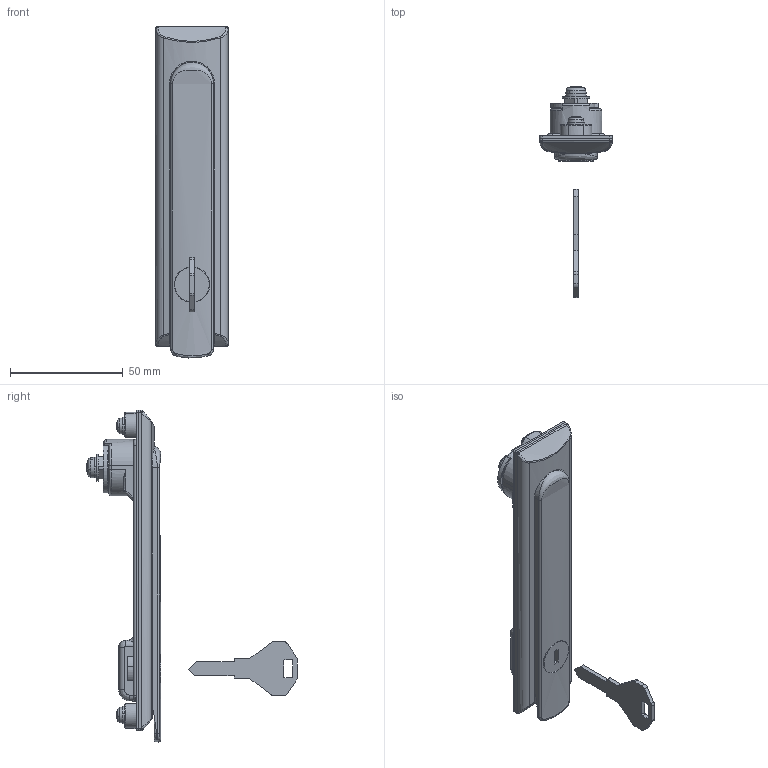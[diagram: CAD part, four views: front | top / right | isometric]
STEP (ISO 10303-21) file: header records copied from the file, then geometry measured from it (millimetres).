
FILE_DESCRIPTION((''),'2;1');
FILE_NAME('','2006-10-08T14:43:16',(''),(''),'','CADfix','');
FILE_SCHEMA(('AUTOMOTIVE_DESIGN'));
Length unit declared in the file: millimetre
Products named in the file (12): packing; screw_A; bracket; shaft_B; shaft_A; screw_B; lock; key; handle; control_cam; base; THA_506W_1K_9814_36
Assembly tree (13 placements, depth 2):
  THA_506W_1K_9814_36
    packing
    screw_A  x2
    bracket  x2
    shaft_B
    shaft_A
    screw_B
    lock
    key
    handle
    control_cam
    base
Bounding box: 32 x 93.27 x 146.96 mm (x, y, z)
Volume: 43020.1 mm3; surface area: 35282.8 mm2
Topology: 13 solids, 13 shells, 462 faces, 1297 edges, 868 vertices
Faces by surface type: bspline 462
Entity records: 16408 total; most frequent: CARTESIAN_POINT 9608, ORIENTED_EDGE 2342, EDGE_CURVE 1171, VERTEX_POINT 786, QUASI_UNIFORM_CURVE 558, EDGE_LOOP 457, FACE_OUTER_BOUND 420, ADVANCED_FACE 420
